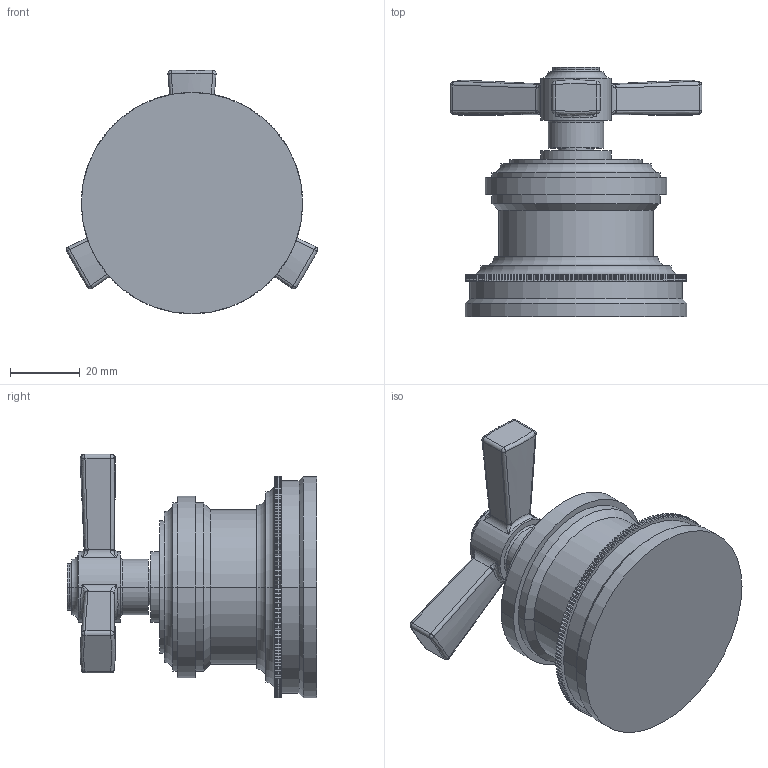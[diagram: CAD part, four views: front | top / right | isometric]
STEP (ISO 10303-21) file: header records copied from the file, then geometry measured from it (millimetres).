
FILE_DESCRIPTION((''),'2;1');
FILE_NAME('3-279','2021-01-01T11:49:19',('jinson.thomas'),(''),'CREO PARAMETRIC BY PTC INC, 2018400','CREO PARAMETRIC BY PTC INC, 2018400','');
FILE_SCHEMA(('CONFIG_CONTROL_DESIGN'));
Length unit declared in the file: inch
Products named in the file (1): 3-279
Bounding box: 72.14 x 71.58 x 69.85 mm (x, y, z)
Volume: 110655.6 mm3; surface area: 19843.5 mm2
Topology: 1 solids, 1 shells, 690 faces, 1928 edges, 1254 vertices
Faces by surface type: plane 384, cylinder 216, bspline 62, torus 12, sphere 12, cone 4
Entity records: 24161 total; most frequent: CARTESIAN_POINT 6454, ORIENTED_EDGE 3856, DIRECTION 3536, EDGE_CURVE 1928, VECTOR 1314, LINE 1314, VERTEX_POINT 1254, AXIS2_PLACEMENT_3D 1111
